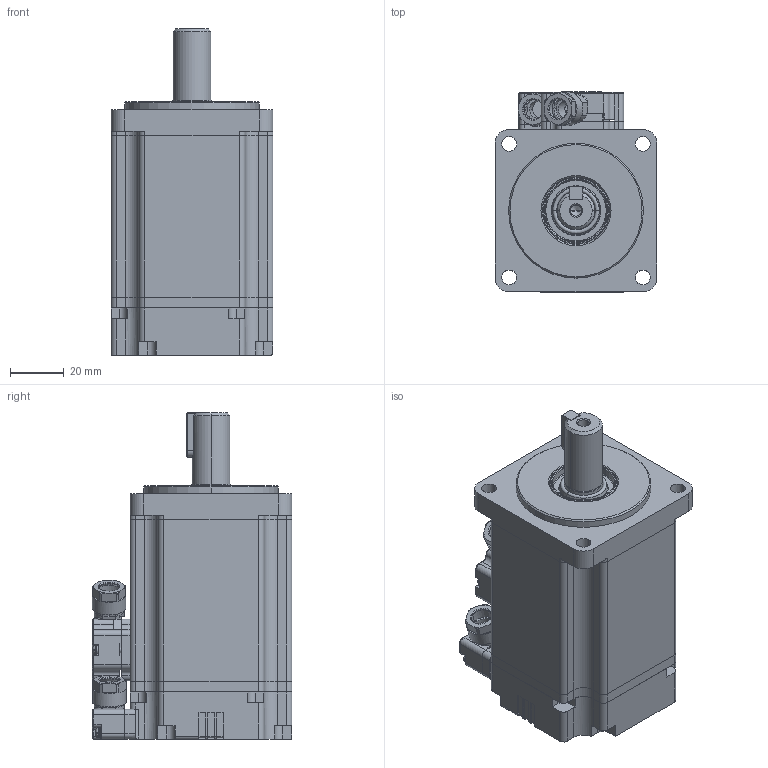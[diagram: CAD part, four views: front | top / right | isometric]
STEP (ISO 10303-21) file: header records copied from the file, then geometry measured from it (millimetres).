
FILE_DESCRIPTION((''),'2;1');
FILE_NAME('MS1H1-40B30CB-A331Z-S_ASM','2019-04-28T15:00:27',('w14852'),(''),'CREO PARAMETRIC BY PTC INC, 2017260','CREO PARAMETRIC BY PTC INC, 2017260','');
FILE_SCHEMA(('CONFIG_CONTROL_DESIGN'));
Length unit declared in the file: inch
Products named in the file (30): _1-SO-4430001_1_1_1; _1-SO-80980001_1_1_1; _1-SO-96830001_1_1_1; _1-SO-126050001_1_1_1; _1-SO-150990001_1_1_1; 22010150--1-SOLI00_1_1_1; _1-SO-195900001_1_1_1; _1-SO-249010001_1_1_1; _1-SO-265310001_1_1_1; _1-SO-318930001_1_1_1; _60-1-SO0001_1_1_1; _1-SO-363640001_1_1_1; _1-SO-474100001_1_1_1; _1-SO-486060001_1_1_1; _1-SO-642560001_1_1_1; 31100246--1-SOLI00_1_1_1; _1-SO-753160001_1_1_1; 30_1_1_1; 31090521--MS1H1-400001_1_1_1; 31090648--1-SOL000_1_1_1; 31900522--1-SOL000_1_1_1; 31740004--1-SOLI00_1_1_1; MS1H1-40B30CB-A331Z_1_ASM_1_ASM_ASM; MS1H1-40B30CB-A331Z_ASM_1-33185_ASM; 1716920106_4_1_2_ASM_1_ASM; MS1H1-40B30CB-A331Z_ASM_1-33220_ASM; 21E8-005-1072-P4_1_1_1_1; 21E8-005-1073-P4_1_1_1_1; MS1H1-40B30CB-A331Z-S_ASM_1_ASM; MS1H1-40B30CB-A331Z-S_ASM
Assembly tree (29 placements, depth 6):
  MS1H1-40B30CB-A331Z-S_ASM
    MS1H1-40B30CB-A331Z-S_ASM_1_ASM
      MS1H1-40B30CB-A331Z_ASM_1-33220_ASM
        MS1H1-40B30CB-A331Z_ASM_1-33185_ASM
          MS1H1-40B30CB-A331Z_1_ASM_1_ASM_ASM
            _1-SO-4430001_1_1_1
            _1-SO-80980001_1_1_1
            _1-SO-96830001_1_1_1
            _1-SO-126050001_1_1_1
            _1-SO-150990001_1_1_1
            22010150--1-SOLI00_1_1_1
            _1-SO-195900001_1_1_1
            _1-SO-249010001_1_1_1
            _1-SO-265310001_1_1_1
            _1-SO-318930001_1_1_1
            _60-1-SO0001_1_1_1
            _1-SO-363640001_1_1_1
            _1-SO-474100001_1_1_1
            _1-SO-486060001_1_1_1
            _1-SO-642560001_1_1_1
            31100246--1-SOLI00_1_1_1
            _1-SO-753160001_1_1_1
            30_1_1_1
            31090521--MS1H1-400001_1_1_1
            31090648--1-SOL000_1_1_1
            31900522--1-SOL000_1_1_1
            31740004--1-SOLI00_1_1_1
        1716920106_4_1_2_ASM_1_ASM
      21E8-005-1072-P4_1_1_1_1
      21E8-005-1073-P4_1_1_1_1
Bounding box: 60 x 74.1 x 121 mm (x, y, z)
Volume: 300257.8 mm3; surface area: 65524 mm2
Topology: 24 solids, 26 shells, 1626 faces, 4446 edges, 2932 vertices
Faces by surface type: plane 1019, cylinder 439, torus 71, extrusion 39, cone 34, bspline 24
Entity records: 55319 total; most frequent: CARTESIAN_POINT 12688, ORIENTED_EDGE 8880, DIRECTION 8705, EDGE_CURVE 4444, VECTOR 3021, LINE 2982, VERTEX_POINT 2932, AXIS2_PLACEMENT_3D 2842
